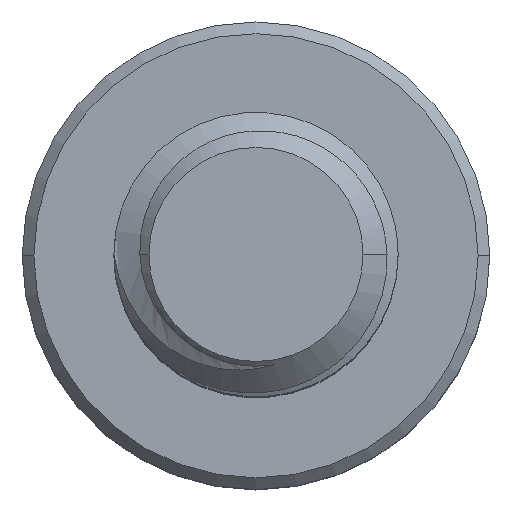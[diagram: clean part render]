
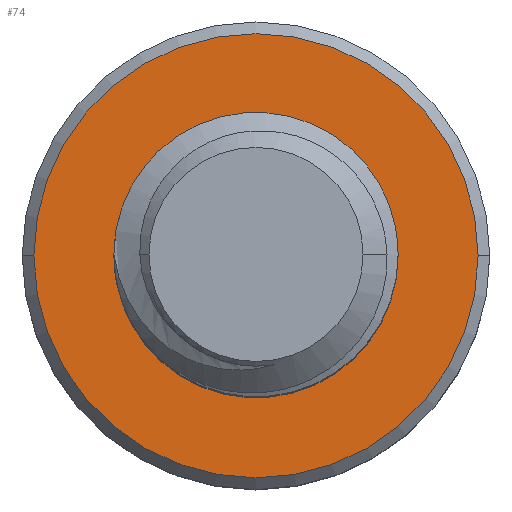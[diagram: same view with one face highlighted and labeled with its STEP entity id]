
A CAD part, top view. The second image highlights one B-rep face of the part: STEP entity #74.
In plain terms, the highlighted planar face has unit normal (0, 0, 1).
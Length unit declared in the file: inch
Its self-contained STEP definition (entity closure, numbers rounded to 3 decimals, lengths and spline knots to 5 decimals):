
#74 = ADVANCED_FACE ( 'NONE', ( #3494, #3486 ), #928, .F. ) ;
#99 = VERTEX_POINT ( 'NONE', #1174 ) ;
#138 = VERTEX_POINT ( 'NONE', #1228 ) ;
#142 = VERTEX_POINT ( 'NONE', #1195 ) ;
#155 = VERTEX_POINT ( 'NONE', #1160 ) ;
#412 = VERTEX_POINT ( 'NONE', #1059 ) ;
#438 = VERTEX_POINT ( 'NONE', #2585 ) ;
#690 = CARTESIAN_POINT ( 'NONE',  ( 0., 0., -0.5 ) ) ;
#753 = DIRECTION ( 'NONE',  ( 1., 0., 0. ) ) ;
#754 = DIRECTION ( 'NONE',  ( 0., 0., -1. ) ) ;
#838 = DIRECTION ( 'NONE',  ( 1., 0., 0. ) ) ;
#839 = DIRECTION ( 'NONE',  ( 0., 0., 1. ) ) ;
#845 = CARTESIAN_POINT ( 'NONE',  ( 0., 0., -0.5 ) ) ;
#920 = DIRECTION ( 'NONE',  ( 0., 0., -1. ) ) ;
#924 = DIRECTION ( 'NONE',  ( -1., 0., 0. ) ) ;
#928 = PLANE ( 'NONE',  #4613 ) ;
#929 = CARTESIAN_POINT ( 'NONE',  ( 0., 0., -0.5 ) ) ;
#1059 = CARTESIAN_POINT ( 'NONE',  ( -0.14844, 0., -0.5 ) ) ;
#1160 = CARTESIAN_POINT ( 'NONE',  ( 0.05234, -0.0533, -0.5 ) ) ;
#1174 = CARTESIAN_POINT ( 'NONE',  ( 0.14844, 0., -0.5 ) ) ;
#1195 = CARTESIAN_POINT ( 'NONE',  ( 0., -0.0747, -0.5 ) ) ;
#1228 = CARTESIAN_POINT ( 'NONE',  ( 0., 0.095, -0.5 ) ) ;
#1690 = CARTESIAN_POINT ( 'NONE',  ( 0., 0., -0.5 ) ) ;
#1696 = DIRECTION ( 'NONE',  ( -1., 0., 0. ) ) ;
#1697 = DIRECTION ( 'NONE',  ( 0., 0., 1. ) ) ;
#1798 = DIRECTION ( 'NONE',  ( 0., 0., 1. ) ) ;
#1799 = DIRECTION ( 'NONE',  ( -1., 0., 0. ) ) ;
#1828 = CARTESIAN_POINT ( 'NONE',  ( 0., 0.095, -0.5 ) ) ;
#1862 = CARTESIAN_POINT ( 'NONE',  ( 0.05906, -0.04809, -0.5 ) ) ;
#1863 = CARTESIAN_POINT ( 'NONE',  ( 0.08035, -0.00769, -0.5 ) ) ;
#1865 = CARTESIAN_POINT ( 'NONE',  ( 0.06462, -0.04187, -0.5 ) ) ;
#1866 = CARTESIAN_POINT ( 'NONE',  ( 0., 0., -0.5 ) ) ;
#1867 = CARTESIAN_POINT ( 'NONE',  ( 0.07372, -0.02766, -0.5 ) ) ;
#1868 = CARTESIAN_POINT ( 'NONE',  ( 0.05234, -0.0533, -0.5 ) ) ;
#1870 = CARTESIAN_POINT ( 'NONE',  ( 0.07713, -0.0199, -0.5 ) ) ;
#1871 = CARTESIAN_POINT ( 'NONE',  ( 0.08111, -0.00349, -0.5 ) ) ;
#1872 = CARTESIAN_POINT ( 'NONE',  ( 0.08197, 0.00486, -0.5 ) ) ;
#1873 = CARTESIAN_POINT ( 'NONE',  ( 0.08207, 0.00904, -0.5 ) ) ;
#1874 = CARTESIAN_POINT ( 'NONE',  ( 0.08162, 0.01741, -0.5 ) ) ;
#1946 = CARTESIAN_POINT ( 'NONE',  ( 0.07368, 0.04558, -0.5 ) ) ;
#1947 = CARTESIAN_POINT ( 'NONE',  ( 0.05934, 0.06638, -0.5 ) ) ;
#1948 = CARTESIAN_POINT ( 'NONE',  ( 0.01663, 0.09246, -0.5 ) ) ;
#1949 = CARTESIAN_POINT ( 'NONE',  ( 0.08107, 0.02164, -0.5 ) ) ;
#1950 = CARTESIAN_POINT ( 'NONE',  ( 0.05329, 0.07238, -0.5 ) ) ;
#1951 = CARTESIAN_POINT ( 'NONE',  ( 0.07814, 0.03388, -0.5 ) ) ;
#1952 = CARTESIAN_POINT ( 'NONE',  ( 0.03983, 0.08243, -0.5 ) ) ;
#1953 = CARTESIAN_POINT ( 'NONE',  ( 0.06946, 0.05306, -0.5 ) ) ;
#1954 = CARTESIAN_POINT ( 'NONE',  ( 0.07932, 0.02987, -0.5 ) ) ;
#1955 = CARTESIAN_POINT ( 'NONE',  ( 0.03246, 0.08647, -0.5 ) ) ;
#1956 = CARTESIAN_POINT ( 'NONE',  ( 0.00845, 0.09431, -0.5 ) ) ;
#2021 = CARTESIAN_POINT ( 'NONE',  ( -0.06656, 0.06778, -0.5 ) ) ;
#2022 = CARTESIAN_POINT ( 'NONE',  ( -0.07204, 0.06132, -0.5 ) ) ;
#2023 = CARTESIAN_POINT ( 'NONE',  ( -0.07662, 0.05419, -0.5 ) ) ;
#2024 = CARTESIAN_POINT ( 'NONE',  ( -0.08379, 0.03905, -0.5 ) ) ;
#2025 = CARTESIAN_POINT ( 'NONE',  ( -0.08632, 0.03086, -0.5 ) ) ;
#2026 = CARTESIAN_POINT ( 'NONE',  ( -0.08892, 0.01434, -0.5 ) ) ;
#2027 = CARTESIAN_POINT ( 'NONE',  ( -0.08903, 0.00577, -0.5 ) ) ;
#2028 = CARTESIAN_POINT ( 'NONE',  ( -0.08684, -0.01085, -0.5 ) ) ;
#2029 = CARTESIAN_POINT ( 'NONE',  ( -0.08454, -0.01903, -0.5 ) ) ;
#2030 = CARTESIAN_POINT ( 'NONE',  ( -0.0777, -0.03442, -0.5 ) ) ;
#2031 = CARTESIAN_POINT ( 'NONE',  ( -0.07321, -0.04164, -0.5 ) ) ;
#2032 = CARTESIAN_POINT ( 'NONE',  ( -0.06216, -0.05436, -0.5 ) ) ;
#2033 = CARTESIAN_POINT ( 'NONE',  ( -0.05567, -0.05978, -0.5 ) ) ;
#2035 = CARTESIAN_POINT ( 'NONE',  ( -0.04116, -0.0684, -0.5 ) ) ;
#2037 = CARTESIAN_POINT ( 'NONE',  ( -0.03333, -0.0715, -0.5 ) ) ;
#2038 = CARTESIAN_POINT ( 'NONE',  ( -0.01679, -0.07512, -0.5 ) ) ;
#2039 = CARTESIAN_POINT ( 'NONE',  ( -0.00844, -0.07559, -0.5 ) ) ;
#2056 = CARTESIAN_POINT ( 'NONE',  ( 0., -0.0747, -0.5 ) ) ;
#2094 = B_SPLINE_CURVE_WITH_KNOTS ( 'NONE', 3,
 ( #2056, #2039, #2038, #2037, #2035, #2033, #2032, #2031, #2030, #2029, #2028, #2027, #2026, #2025, #2024, #2023, #2022, #2021 ),
 .UNSPECIFIED., .F., .F.,
 ( 4, 2, 2, 2, 2, 2, 2, 2, 4 ),
 ( 0., 0.00064, 0.00128, 0.00191, 0.00255, 0.00319, 0.00383, 0.00446, 0.0051 ),
 .UNSPECIFIED. ) ;
#2096 = B_SPLINE_CURVE_WITH_KNOTS ( 'NONE', 3,
 ( #1828, #1956, #1948, #1955, #1952, #1950, #1947, #1953, #1946, #1951, #1954, #1949, #1874, #1873, #1872, #1871, #1863, #1870, #1867, #1865, #1862, #1868 ),
 .UNSPECIFIED., .F., .F.,
 ( 4, 2, 2, 2, 2, 2, 2, 2, 2, 2, 4 ),
 ( 0., 0.00064, 0.00128, 0.00192, 0.00256, 0.00288, 0.0032, 0.00352, 0.00383, 0.00447, 0.00511 ),
 .UNSPECIFIED. ) ;
#2325 = CIRCLE ( 'NONE', #4495, 0.0747 ) ;
#2346 = CIRCLE ( 'NONE', #4270, 0.095 ) ;
#2585 = CARTESIAN_POINT ( 'NONE',  ( -0.06656, 0.06778, -0.5 ) ) ;
#3322 = CIRCLE ( 'NONE', #4277, 0.14844 ) ;
#3486 = FACE_BOUND ( 'NONE', #3881, .T. ) ;
#3494 = FACE_OUTER_BOUND ( 'NONE', #4181, .T. ) ;
#3560 = CIRCLE ( 'NONE', #4272, 0.14844 ) ;
#3881 = EDGE_LOOP ( 'NONE', ( #4030, #4251, #4194, #4253 ) ) ;
#3957 = ORIENTED_EDGE ( 'NONE', *, *, #4478, .T. ) ;
#4030 = ORIENTED_EDGE ( 'NONE', *, *, #4543, .F. ) ;
#4126 = ORIENTED_EDGE ( 'NONE', *, *, #4425, .T. ) ;
#4181 = EDGE_LOOP ( 'NONE', ( #4126, #3957 ) ) ;
#4194 = ORIENTED_EDGE ( 'NONE', *, *, #4590, .T. ) ;
#4251 = ORIENTED_EDGE ( 'NONE', *, *, #4474, .T. ) ;
#4253 = ORIENTED_EDGE ( 'NONE', *, *, #4612, .T. ) ;
#4270 = AXIS2_PLACEMENT_3D ( 'NONE', #845, #839, #838 ) ;
#4272 = AXIS2_PLACEMENT_3D ( 'NONE', #1866, #1798, #1799 ) ;
#4277 = AXIS2_PLACEMENT_3D ( 'NONE', #1690, #1697, #1696 ) ;
#4425 = EDGE_CURVE ( 'NONE', #412, #99, #3322, .T. ) ;
#4474 = EDGE_CURVE ( 'NONE', #138, #155, #2096, .T. ) ;
#4478 = EDGE_CURVE ( 'NONE', #99, #412, #3560, .T. ) ;
#4495 = AXIS2_PLACEMENT_3D ( 'NONE', #690, #754, #753 ) ;
#4543 = EDGE_CURVE ( 'NONE', #138, #438, #2346, .T. ) ;
#4590 = EDGE_CURVE ( 'NONE', #155, #142, #2325, .T. ) ;
#4612 = EDGE_CURVE ( 'NONE', #142, #438, #2094, .T. ) ;
#4613 = AXIS2_PLACEMENT_3D ( 'NONE', #929, #920, #924 ) ;
